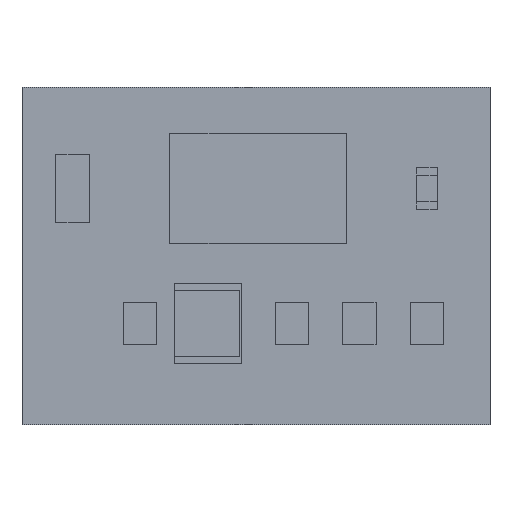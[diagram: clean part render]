
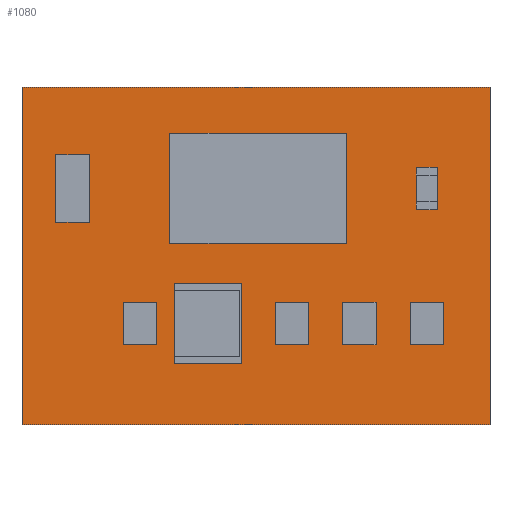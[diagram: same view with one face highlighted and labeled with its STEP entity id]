
A CAD part, top view. The second image highlights one B-rep face of the part: STEP entity #1080.
In plain terms, the highlighted planar face has unit normal (0, 0, 1).
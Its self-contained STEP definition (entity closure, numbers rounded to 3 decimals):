
#91=FACE_BOUND('',#231,.T.);
#92=FACE_BOUND('',#232,.T.);
#100=PLANE('',#1260);
#165=FACE_OUTER_BOUND('',#230,.T.);
#230=EDGE_LOOP('',(#820,#821,#822,#823));
#231=EDGE_LOOP('',(#824));
#232=EDGE_LOOP('',(#825));
#298=LINE('',#1676,#432);
#301=LINE('',#1682,#435);
#304=LINE('',#1688,#438);
#307=LINE('',#1692,#441);
#432=VECTOR('',#1361,10.);
#435=VECTOR('',#1366,10.);
#438=VECTOR('',#1371,10.);
#441=VECTOR('',#1376,10.);
#563=CIRCLE('',#1252,0.5);
#565=CIRCLE('',#1255,0.5);
#567=VERTEX_POINT('',#1660);
#569=VERTEX_POINT('',#1666);
#572=VERTEX_POINT('',#1673);
#573=VERTEX_POINT('',#1675);
#575=VERTEX_POINT('',#1681);
#577=VERTEX_POINT('',#1687);
#660=EDGE_CURVE('',#567,#567,#563,.T.);
#663=EDGE_CURVE('',#569,#569,#565,.T.);
#666=EDGE_CURVE('',#573,#572,#298,.T.);
#669=EDGE_CURVE('',#575,#573,#301,.T.);
#672=EDGE_CURVE('',#577,#575,#304,.T.);
#675=EDGE_CURVE('',#572,#577,#307,.T.);
#820=ORIENTED_EDGE('',*,*,#675,.T.);
#821=ORIENTED_EDGE('',*,*,#672,.T.);
#822=ORIENTED_EDGE('',*,*,#669,.T.);
#823=ORIENTED_EDGE('',*,*,#666,.T.);
#824=ORIENTED_EDGE('',*,*,#660,.T.);
#825=ORIENTED_EDGE('',*,*,#663,.T.);
#1080=ADVANCED_FACE('',(#165,#91,#92),#100,.T.);
#1252=AXIS2_PLACEMENT_3D('',#1662,#1348,#1349);
#1255=AXIS2_PLACEMENT_3D('',#1668,#1355,#1356);
#1260=AXIS2_PLACEMENT_3D('',#1693,#1377,#1378);
#1348=DIRECTION('center_axis',(0.,0.,-1.));
#1349=DIRECTION('ref_axis',(1.,0.,0.));
#1355=DIRECTION('center_axis',(0.,0.,-1.));
#1356=DIRECTION('ref_axis',(1.,0.,0.));
#1361=DIRECTION('',(-1.,0.,0.));
#1366=DIRECTION('',(0.,1.,0.));
#1371=DIRECTION('',(1.,0.,0.));
#1376=DIRECTION('',(0.,-1.,0.));
#1377=DIRECTION('center_axis',(0.,0.,1.));
#1378=DIRECTION('ref_axis',(1.,0.,0.));
#1660=CARTESIAN_POINT('',(3.31,16.51,1.57));
#1662=CARTESIAN_POINT('Origin',(3.81,16.51,1.57));
#1666=CARTESIAN_POINT('',(3.31,19.05,1.57));
#1668=CARTESIAN_POINT('Origin',(3.81,19.05,1.57));
#1673=CARTESIAN_POINT('',(0.,25.39,1.57));
#1675=CARTESIAN_POINT('',(35.23,25.39,1.57));
#1676=CARTESIAN_POINT('',(35.23,25.39,1.57));
#1681=CARTESIAN_POINT('',(35.23,0.,1.57));
#1682=CARTESIAN_POINT('',(35.23,0.,1.57));
#1687=CARTESIAN_POINT('',(0.,0.,1.57));
#1688=CARTESIAN_POINT('',(0.,0.,1.57));
#1692=CARTESIAN_POINT('',(0.,25.39,1.57));
#1693=CARTESIAN_POINT('Origin',(17.615,12.695,1.57));
